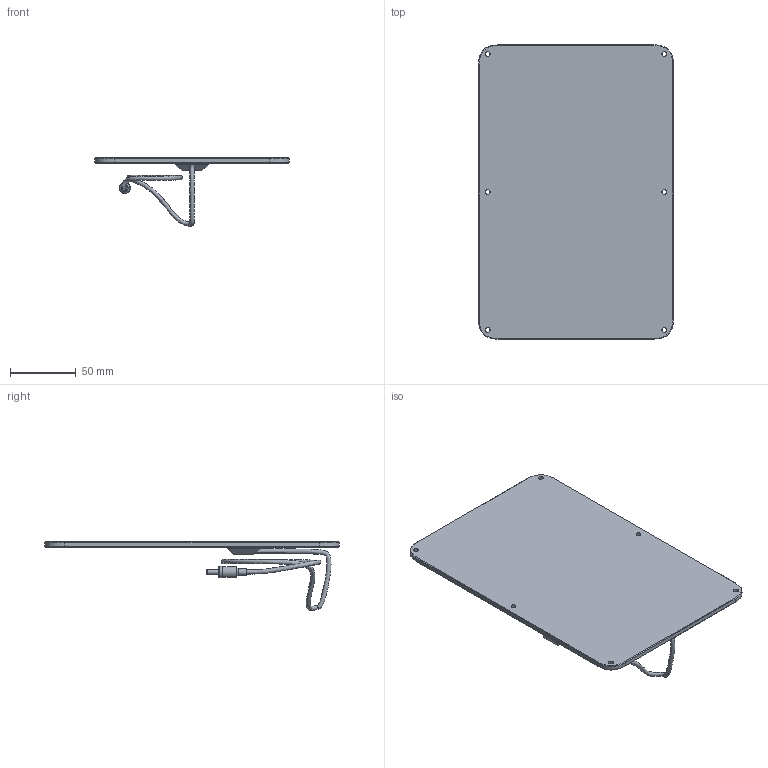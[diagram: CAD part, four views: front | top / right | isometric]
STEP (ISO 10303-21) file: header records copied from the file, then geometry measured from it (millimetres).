
FILE_DESCRIPTION(/* description */ (''),/* implementation_level */ '2;1');
FILE_NAME(/* name */ 'EP-02 solar_panel',/* time_stamp */ '2025-01-14T18:48:33-08:00',/* author */ (''),/* organization */ (''),/* preprocessor_version */ 'ST-DEVELOPER v16.5',/* originating_system */ 'Rhino 7.37',/* authorisation */ '');
FILE_SCHEMA (('CONFIG_CONTROL_DESIGN'));
Length unit declared in the file: millimetre
Products named in the file (1): Document
Bounding box: 148 x 223.4 x 52.05 mm (x, y, z)
Volume: 141463.8 mm3; surface area: 203567.3 mm2
Topology: 5 solids, 5 shells, 74 faces, 172 edges, 111 vertices
Faces by surface type: plane 37, bspline 21, cylinder 16
Full cylindrical faces by diameter (mm): 3.5 x1, 3.6 x12, 5 x1, 8 x1, 8.5 x1
Entity records: 4857 total; most frequent: CARTESIAN_POINT 3547, ORIENTED_EDGE 344, EDGE_CURVE 172, EDGE_LOOP 113, B_SPLINE_CURVE_WITH_KNOTS 112, VERTEX_POINT 111, ADVANCED_FACE 74, FACE_OUTER_BOUND 74
